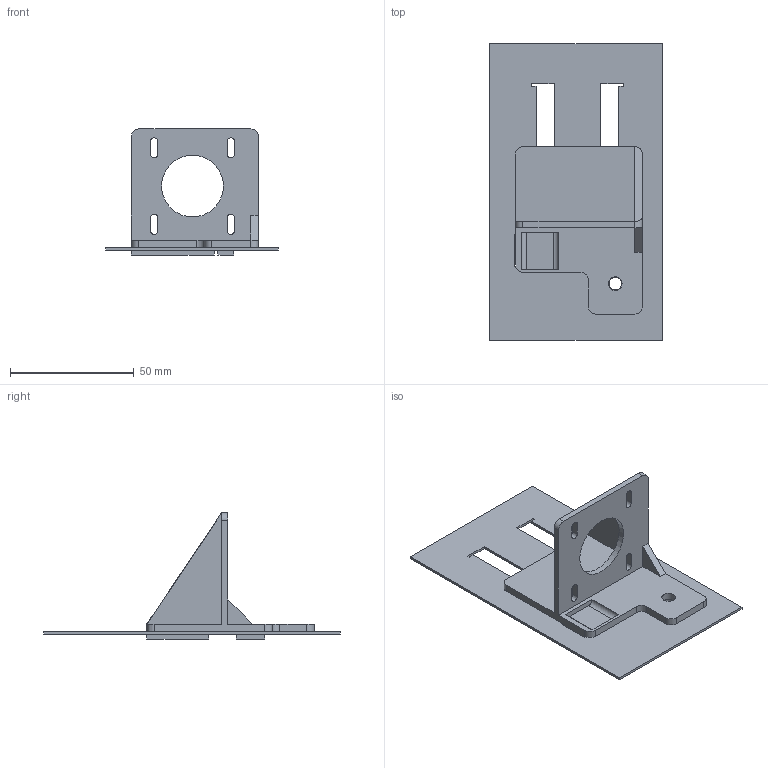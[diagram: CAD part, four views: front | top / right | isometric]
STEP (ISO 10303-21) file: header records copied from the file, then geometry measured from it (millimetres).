
FILE_DESCRIPTION(/* description */ (''),/* implementation_level */ '2;1');
FILE_NAME(/* name */ 'Left Extruder Mount v14.step',/* time_stamp */ '2024-04-16T22:38:35-04:00',/* author */ (''),/* organization */ (''),/* preprocessor_version */ 'ST-DEVELOPER v20',/* originating_system */ 'Autodesk Translation Framework v12.20.1.177',/* authorisation */ '');
FILE_SCHEMA (('AUTOMOTIVE_DESIGN { 1 0 10303 214 3 1 1 }'));
Length unit declared in the file: millimetre
Products named in the file (3): Left Extruder Mount; Metal Panel (Left); Mount Plate
Assembly tree (2 placements, depth 2):
  Left Extruder Mount
    Metal Panel (Left)
    Mount Plate
Bounding box: 70 x 120 x 51 mm (x, y, z)
Volume: 23994.2 mm3; surface area: 27844.8 mm2
Topology: 2 solids, 2 shells, 96 faces, 268 edges, 177 vertices
Faces by surface type: plane 73, cylinder 23
Full cylindrical faces by diameter (mm): 5 x1, 5.5 x1, 25 x1
Entity records: 3190 total; most frequent: CARTESIAN_POINT 546, ORIENTED_EDGE 536, DIRECTION 516, EDGE_CURVE 268, LINE 222, VECTOR 222, VERTEX_POINT 177, AXIS2_PLACEMENT_3D 147
